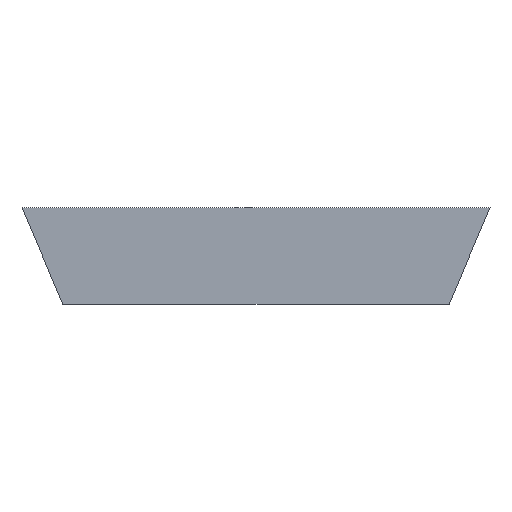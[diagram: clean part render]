
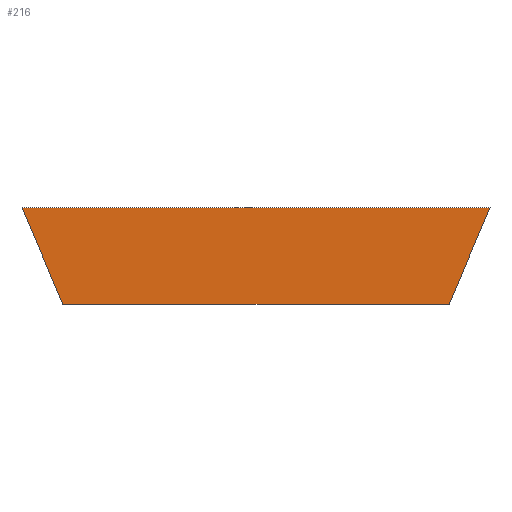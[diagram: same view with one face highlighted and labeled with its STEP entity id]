
A CAD part, top view. The second image highlights one B-rep face of the part: STEP entity #216.
In plain terms, the highlighted planar face has unit normal (0, 0, 1).
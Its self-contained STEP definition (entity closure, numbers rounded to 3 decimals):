
#1 = ORIENTED_EDGE ( 'NONE', *, *, #234, .F. ) ;
#2 = DIRECTION ( 'NONE',  ( -0.391, -0.921, 0. ) ) ;
#3 = CARTESIAN_POINT ( 'NONE',  ( 0., 0., 1.6 ) ) ;
#4 = CARTESIAN_POINT ( 'NONE',  ( -304.8, 0., 1.6 ) ) ;
#10 = VECTOR ( 'NONE', #2, 1000. ) ;
#17 = CARTESIAN_POINT ( 'NONE',  ( 0., 0., 1.6 ) ) ;
#20 = CARTESIAN_POINT ( 'NONE',  ( 32.306, 76.108, 1.6 ) ) ;
#23 = DIRECTION ( 'NONE',  ( -0.391, 0.921, 0. ) ) ;
#33 = ORIENTED_EDGE ( 'NONE', *, *, #37, .F. ) ;
#34 = VERTEX_POINT ( 'NONE', #17 ) ;
#37 = EDGE_CURVE ( 'NONE', #217, #228, #163, .T. ) ;
#41 = VECTOR ( 'NONE', #23, 1000. ) ;
#42 = CARTESIAN_POINT ( 'NONE',  ( -337.106, 76.108, 1.6 ) ) ;
#51 = EDGE_LOOP ( 'NONE', ( #1, #196, #61, #33 ) ) ;
#60 = LINE ( 'NONE', #127, #170 ) ;
#61 = ORIENTED_EDGE ( 'NONE', *, *, #92, .F. ) ;
#70 = FACE_OUTER_BOUND ( 'NONE', #51, .T. ) ;
#72 = LINE ( 'NONE', #3, #160 ) ;
#92 = EDGE_CURVE ( 'NONE', #228, #173, #60, .T. ) ;
#97 = DIRECTION ( 'NONE',  ( 1., 0., 0. ) ) ;
#106 = PLANE ( 'NONE',  #215 ) ;
#127 = CARTESIAN_POINT ( 'NONE',  ( -337.106, 76.108, 1.6 ) ) ;
#133 = CARTESIAN_POINT ( 'NONE',  ( 32.306, 76.108, 1.6 ) ) ;
#141 = CARTESIAN_POINT ( 'NONE',  ( -304.8, 0., 1.6 ) ) ;
#146 = DIRECTION ( 'NONE',  ( 0., 0., -1. ) ) ;
#157 = CARTESIAN_POINT ( 'NONE',  ( 0., 0., 1.6 ) ) ;
#160 = VECTOR ( 'NONE', #181, 1000. ) ;
#163 = LINE ( 'NONE', #4, #41 ) ;
#170 = VECTOR ( 'NONE', #97, 1000. ) ;
#173 = VERTEX_POINT ( 'NONE', #133 ) ;
#179 = DIRECTION ( 'NONE',  ( -1., 0., 0. ) ) ;
#181 = DIRECTION ( 'NONE',  ( -1., 0., 0. ) ) ;
#196 = ORIENTED_EDGE ( 'NONE', *, *, #197, .F. ) ;
#197 = EDGE_CURVE ( 'NONE', #173, #34, #211, .T. ) ;
#211 = LINE ( 'NONE', #20, #10 ) ;
#215 = AXIS2_PLACEMENT_3D ( 'NONE', #157, #146, #179 ) ;
#216 = ADVANCED_FACE ( 'NONE', ( #70 ), #106, .F. ) ;
#217 = VERTEX_POINT ( 'NONE', #141 ) ;
#228 = VERTEX_POINT ( 'NONE', #42 ) ;
#234 = EDGE_CURVE ( 'NONE', #34, #217, #72, .T. ) ;
